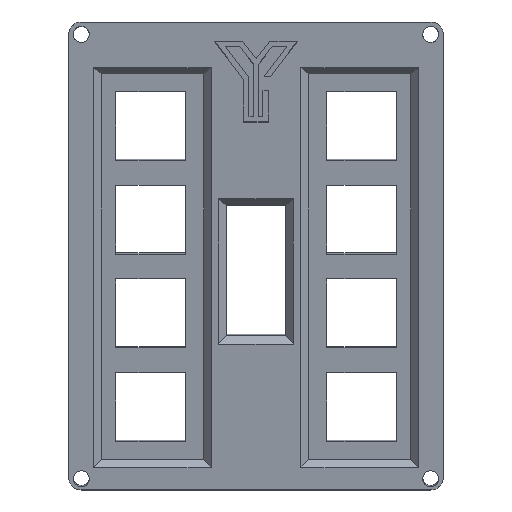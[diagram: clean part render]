
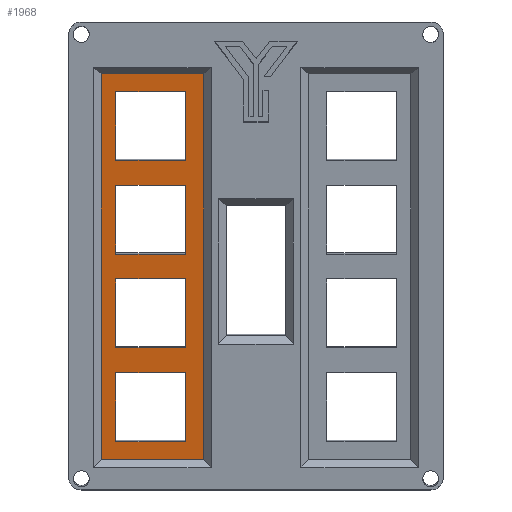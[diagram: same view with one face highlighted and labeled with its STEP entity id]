
A CAD part, top view. The second image highlights one B-rep face of the part: STEP entity #1968.
In plain terms, the highlighted planar face has unit normal (0, -0.174, 0.985).
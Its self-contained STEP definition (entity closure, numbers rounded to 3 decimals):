
#68=FACE_BOUND('',#236,.T.);
#69=FACE_BOUND('',#237,.T.);
#70=FACE_BOUND('',#238,.T.);
#71=FACE_BOUND('',#239,.T.);
#126=FACE_OUTER_BOUND('',#235,.T.);
#235=EDGE_LOOP('',(#1495,#1496,#1497,#1498));
#236=EDGE_LOOP('',(#1499,#1500,#1501,#1502));
#237=EDGE_LOOP('',(#1503,#1504,#1505,#1506));
#238=EDGE_LOOP('',(#1507,#1508,#1509,#1510));
#239=EDGE_LOOP('',(#1511,#1512,#1513,#1514));
#417=LINE('',#2912,#667);
#420=LINE('',#2917,#670);
#422=LINE('',#2921,#672);
#424=LINE('',#2924,#674);
#425=LINE('',#2928,#675);
#426=LINE('',#2930,#676);
#427=LINE('',#2932,#677);
#428=LINE('',#2933,#678);
#429=LINE('',#2936,#679);
#430=LINE('',#2938,#680);
#431=LINE('',#2940,#681);
#432=LINE('',#2941,#682);
#433=LINE('',#2944,#683);
#434=LINE('',#2946,#684);
#435=LINE('',#2948,#685);
#436=LINE('',#2949,#686);
#437=LINE('',#2952,#687);
#438=LINE('',#2954,#688);
#439=LINE('',#2956,#689);
#440=LINE('',#2957,#690);
#667=VECTOR('',#2369,10.);
#670=VECTOR('',#2374,10.);
#672=VECTOR('',#2378,10.);
#674=VECTOR('',#2382,10.);
#675=VECTOR('',#2385,10.);
#676=VECTOR('',#2386,10.);
#677=VECTOR('',#2387,10.);
#678=VECTOR('',#2388,10.);
#679=VECTOR('',#2389,10.);
#680=VECTOR('',#2390,10.);
#681=VECTOR('',#2391,10.);
#682=VECTOR('',#2392,10.);
#683=VECTOR('',#2393,10.);
#684=VECTOR('',#2394,10.);
#685=VECTOR('',#2395,10.);
#686=VECTOR('',#2396,10.);
#687=VECTOR('',#2397,10.);
#688=VECTOR('',#2398,10.);
#689=VECTOR('',#2399,10.);
#690=VECTOR('',#2400,10.);
#901=VERTEX_POINT('',#2910);
#902=VERTEX_POINT('',#2911);
#903=VERTEX_POINT('',#2916);
#904=VERTEX_POINT('',#2920);
#905=VERTEX_POINT('',#2926);
#906=VERTEX_POINT('',#2927);
#907=VERTEX_POINT('',#2929);
#908=VERTEX_POINT('',#2931);
#909=VERTEX_POINT('',#2934);
#910=VERTEX_POINT('',#2935);
#911=VERTEX_POINT('',#2937);
#912=VERTEX_POINT('',#2939);
#913=VERTEX_POINT('',#2942);
#914=VERTEX_POINT('',#2943);
#915=VERTEX_POINT('',#2945);
#916=VERTEX_POINT('',#2947);
#917=VERTEX_POINT('',#2950);
#918=VERTEX_POINT('',#2951);
#919=VERTEX_POINT('',#2953);
#920=VERTEX_POINT('',#2955);
#1117=EDGE_CURVE('',#901,#902,#417,.T.);
#1120=EDGE_CURVE('',#902,#903,#420,.T.);
#1122=EDGE_CURVE('',#903,#904,#422,.T.);
#1124=EDGE_CURVE('',#904,#901,#424,.T.);
#1125=EDGE_CURVE('',#905,#906,#425,.T.);
#1126=EDGE_CURVE('',#906,#907,#426,.T.);
#1127=EDGE_CURVE('',#907,#908,#427,.T.);
#1128=EDGE_CURVE('',#908,#905,#428,.T.);
#1129=EDGE_CURVE('',#909,#910,#429,.T.);
#1130=EDGE_CURVE('',#910,#911,#430,.T.);
#1131=EDGE_CURVE('',#911,#912,#431,.T.);
#1132=EDGE_CURVE('',#912,#909,#432,.T.);
#1133=EDGE_CURVE('',#913,#914,#433,.T.);
#1134=EDGE_CURVE('',#914,#915,#434,.T.);
#1135=EDGE_CURVE('',#915,#916,#435,.T.);
#1136=EDGE_CURVE('',#916,#913,#436,.T.);
#1137=EDGE_CURVE('',#917,#918,#437,.T.);
#1138=EDGE_CURVE('',#918,#919,#438,.T.);
#1139=EDGE_CURVE('',#919,#920,#439,.T.);
#1140=EDGE_CURVE('',#920,#917,#440,.T.);
#1495=ORIENTED_EDGE('',*,*,#1117,.F.);
#1496=ORIENTED_EDGE('',*,*,#1124,.F.);
#1497=ORIENTED_EDGE('',*,*,#1122,.F.);
#1498=ORIENTED_EDGE('',*,*,#1120,.F.);
#1499=ORIENTED_EDGE('',*,*,#1125,.T.);
#1500=ORIENTED_EDGE('',*,*,#1126,.T.);
#1501=ORIENTED_EDGE('',*,*,#1127,.T.);
#1502=ORIENTED_EDGE('',*,*,#1128,.T.);
#1503=ORIENTED_EDGE('',*,*,#1129,.T.);
#1504=ORIENTED_EDGE('',*,*,#1130,.T.);
#1505=ORIENTED_EDGE('',*,*,#1131,.T.);
#1506=ORIENTED_EDGE('',*,*,#1132,.T.);
#1507=ORIENTED_EDGE('',*,*,#1133,.T.);
#1508=ORIENTED_EDGE('',*,*,#1134,.T.);
#1509=ORIENTED_EDGE('',*,*,#1135,.T.);
#1510=ORIENTED_EDGE('',*,*,#1136,.T.);
#1511=ORIENTED_EDGE('',*,*,#1137,.T.);
#1512=ORIENTED_EDGE('',*,*,#1138,.T.);
#1513=ORIENTED_EDGE('',*,*,#1139,.T.);
#1514=ORIENTED_EDGE('',*,*,#1140,.T.);
#1878=PLANE('',#2096);
#1968=ADVANCED_FACE('',(#126,#68,#69,#70,#71),#1878,.T.);
#2096=AXIS2_PLACEMENT_3D('',#2925,#2383,#2384);
#2369=DIRECTION('',(0.,0.985,0.174));
#2374=DIRECTION('',(1.,0.,0.));
#2378=DIRECTION('',(0.,-0.985,-0.174));
#2382=DIRECTION('',(-1.,0.,0.));
#2383=DIRECTION('center_axis',(0.,-0.174,0.985));
#2384=DIRECTION('ref_axis',(1.,0.,0.));
#2385=DIRECTION('',(-1.,0.,0.));
#2386=DIRECTION('',(0.,0.985,0.174));
#2387=DIRECTION('',(1.,0.,0.));
#2388=DIRECTION('',(0.,-0.985,-0.174));
#2389=DIRECTION('',(1.,0.,0.));
#2390=DIRECTION('',(0.,-0.985,-0.174));
#2391=DIRECTION('',(-1.,0.,0.));
#2392=DIRECTION('',(0.,0.985,0.174));
#2393=DIRECTION('',(0.,-0.985,-0.174));
#2394=DIRECTION('',(-1.,0.,0.));
#2395=DIRECTION('',(0.,0.985,0.174));
#2396=DIRECTION('',(1.,0.,0.));
#2397=DIRECTION('',(0.,-0.985,-0.174));
#2398=DIRECTION('',(-1.,0.,0.));
#2399=DIRECTION('',(0.,0.985,0.174));
#2400=DIRECTION('',(1.,0.,0.));
#2910=CARTESIAN_POINT('',(-31.,-45.925,18.975));
#2911=CARTESIAN_POINT('',(-31.,31.263,32.586));
#2912=CARTESIAN_POINT('',(-31.,-26.437,22.412));
#2916=CARTESIAN_POINT('',(-10.5,31.263,32.586));
#2917=CARTESIAN_POINT('',(-18.75,31.263,32.586));
#2920=CARTESIAN_POINT('',(-10.5,-45.925,18.975));
#2921=CARTESIAN_POINT('',(-10.5,11.771,29.149));
#2924=CARTESIAN_POINT('',(-4.5,-45.925,18.975));
#2925=CARTESIAN_POINT('Origin',(0.,-5.472,
26.108));
#2926=CARTESIAN_POINT('',(-14.1,-4.838,26.22));
#2927=CARTESIAN_POINT('',(-28.1,-4.838,26.22));
#2928=CARTESIAN_POINT('',(-14.1,-4.838,26.22));
#2929=CARTESIAN_POINT('',(-28.1,8.949,28.651));
#2930=CARTESIAN_POINT('',(-28.1,-4.838,26.22));
#2931=CARTESIAN_POINT('',(-14.1,8.949,28.651));
#2932=CARTESIAN_POINT('',(-28.1,8.949,28.651));
#2933=CARTESIAN_POINT('',(-14.1,8.949,28.651));
#2934=CARTESIAN_POINT('',(-28.1,27.71,31.959));
#2935=CARTESIAN_POINT('',(-14.1,27.71,31.959));
#2936=CARTESIAN_POINT('',(-28.1,27.71,31.959));
#2937=CARTESIAN_POINT('',(-14.1,13.923,29.528));
#2938=CARTESIAN_POINT('',(-14.1,27.71,31.959));
#2939=CARTESIAN_POINT('',(-28.1,13.923,29.528));
#2940=CARTESIAN_POINT('',(-14.1,13.923,29.528));
#2941=CARTESIAN_POINT('',(-28.1,13.923,29.528));
#2942=CARTESIAN_POINT('',(-14.1,-9.811,25.343));
#2943=CARTESIAN_POINT('',(-14.1,-23.599,22.912));
#2944=CARTESIAN_POINT('',(-14.1,-23.599,22.912));
#2945=CARTESIAN_POINT('',(-28.1,-23.599,22.912));
#2946=CARTESIAN_POINT('',(-28.1,-23.599,22.912));
#2947=CARTESIAN_POINT('',(-28.1,-9.811,25.343));
#2948=CARTESIAN_POINT('',(-28.1,-9.811,25.343));
#2949=CARTESIAN_POINT('',(-14.1,-9.811,25.343));
#2950=CARTESIAN_POINT('',(-14.1,-28.572,22.035));
#2951=CARTESIAN_POINT('',(-14.1,-42.359,19.604));
#2952=CARTESIAN_POINT('',(-14.1,-42.359,19.604));
#2953=CARTESIAN_POINT('',(-28.1,-42.359,19.604));
#2954=CARTESIAN_POINT('',(-28.1,-42.359,19.604));
#2955=CARTESIAN_POINT('',(-28.1,-28.572,22.035));
#2956=CARTESIAN_POINT('',(-28.1,-28.572,22.035));
#2957=CARTESIAN_POINT('',(-14.1,-28.572,22.035));
